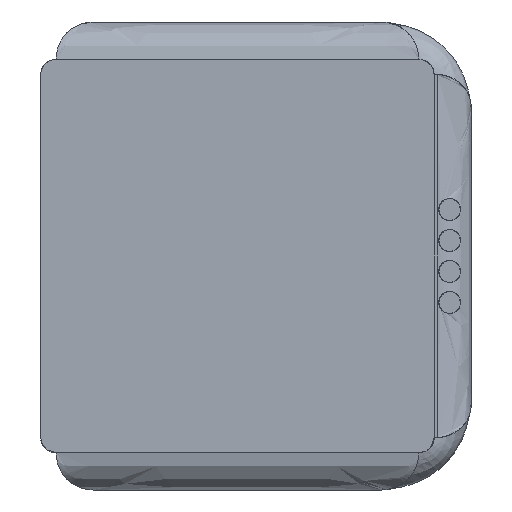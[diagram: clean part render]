
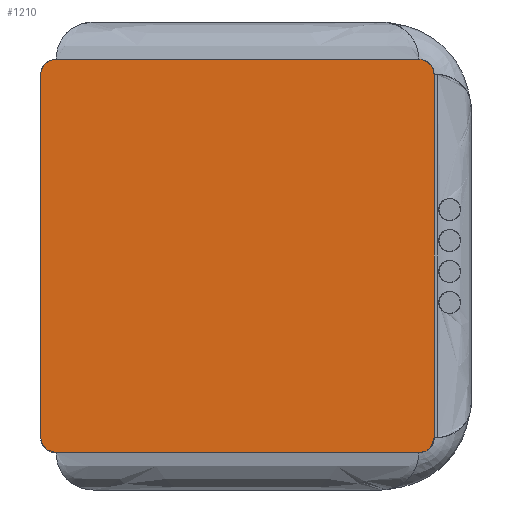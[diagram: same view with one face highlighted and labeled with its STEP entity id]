
A CAD part, left-side view. The second image highlights one B-rep face of the part: STEP entity #1210.
In plain terms, the highlighted free-form (B-spline) face has degree [1, 1] with [2, 2] control points.
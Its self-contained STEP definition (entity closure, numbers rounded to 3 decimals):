
#612 = VERTEX_POINT('',#613);
#613 = CARTESIAN_POINT('',(-48.067,-8.139,
    7.498));
#618 = EDGE_CURVE('',#612,#619,#621,.T.);
#619 = VERTEX_POINT('',#620);
#620 = CARTESIAN_POINT('',(-48.067,-8.139,
    -7.498));
#621 = B_SPLINE_CURVE_WITH_KNOTS('',1,(#622,#623),.UNSPECIFIED.,.F.,.F.,
  (2,2),(0.,11.7),.PIECEWISE_BEZIER_KNOTS.);
#622 = CARTESIAN_POINT('',(-48.067,-8.139,
    7.498));
#623 = CARTESIAN_POINT('',(-48.067,-8.139,
    -7.498));
#1128 = VERTEX_POINT('',#1129);
#1129 = CARTESIAN_POINT('',(-48.067,-7.498,
    8.139));
#1134 = EDGE_CURVE('',#1128,#612,#1135,.T.);
#1135 = ( BOUNDED_CURVE() B_SPLINE_CURVE(2,(#1136,#1137,#1138),
.UNSPECIFIED.,.F.,.F.) B_SPLINE_CURVE_WITH_KNOTS((3,3),(0.,
1.571),.PIECEWISE_BEZIER_KNOTS.) CURVE() 
GEOMETRIC_REPRESENTATION_ITEM() RATIONAL_B_SPLINE_CURVE((1.,
0.707,1.)) REPRESENTATION_ITEM('') );
#1136 = CARTESIAN_POINT('',(-48.067,-7.498,
    8.139));
#1137 = CARTESIAN_POINT('',(-48.067,-8.139,
    8.139));
#1138 = CARTESIAN_POINT('',(-48.067,-8.139,
    7.498));
#1210 = ADVANCED_FACE('',(#1211),#1258,.F.);
#1211 = FACE_BOUND('',#1212,.T.);
#1212 = EDGE_LOOP('',(#1213,#1222,#1228,#1229,#1230,#1237,#1245,#1252));
#1213 = ORIENTED_EDGE('',*,*,#1214,.F.);
#1214 = EDGE_CURVE('',#1215,#1217,#1219,.T.);
#1215 = VERTEX_POINT('',#1216);
#1216 = CARTESIAN_POINT('',(-48.067,-7.498,
    -8.139));
#1217 = VERTEX_POINT('',#1218);
#1218 = CARTESIAN_POINT('',(-48.067,7.498,
    -8.139));
#1219 = B_SPLINE_CURVE_WITH_KNOTS('',1,(#1220,#1221),.UNSPECIFIED.,.F.,
  .F.,(2,2),(0.,11.7),.PIECEWISE_BEZIER_KNOTS.);
#1220 = CARTESIAN_POINT('',(-48.067,-7.498,
    -8.139));
#1221 = CARTESIAN_POINT('',(-48.067,7.498,
    -8.139));
#1222 = ORIENTED_EDGE('',*,*,#1223,.F.);
#1223 = EDGE_CURVE('',#619,#1215,#1224,.T.);
#1224 = ( BOUNDED_CURVE() B_SPLINE_CURVE(2,(#1225,#1226,#1227),
.UNSPECIFIED.,.F.,.F.) B_SPLINE_CURVE_WITH_KNOTS((3,3),(0.,
1.571),.PIECEWISE_BEZIER_KNOTS.) CURVE() 
GEOMETRIC_REPRESENTATION_ITEM() RATIONAL_B_SPLINE_CURVE((1.,
0.707,1.)) REPRESENTATION_ITEM('') );
#1225 = CARTESIAN_POINT('',(-48.067,-8.139,
    -7.498));
#1226 = CARTESIAN_POINT('',(-48.067,-8.139,
    -8.139));
#1227 = CARTESIAN_POINT('',(-48.067,-7.498,
    -8.139));
#1228 = ORIENTED_EDGE('',*,*,#618,.F.);
#1229 = ORIENTED_EDGE('',*,*,#1134,.F.);
#1230 = ORIENTED_EDGE('',*,*,#1231,.F.);
#1231 = EDGE_CURVE('',#1232,#1128,#1234,.T.);
#1232 = VERTEX_POINT('',#1233);
#1233 = CARTESIAN_POINT('',(-48.067,7.498,
    8.139));
#1234 = B_SPLINE_CURVE_WITH_KNOTS('',1,(#1235,#1236),.UNSPECIFIED.,.F.,
  .F.,(2,2),(0.,11.7),.PIECEWISE_BEZIER_KNOTS.);
#1235 = CARTESIAN_POINT('',(-48.067,7.498,
    8.139));
#1236 = CARTESIAN_POINT('',(-48.067,-7.498,
    8.139));
#1237 = ORIENTED_EDGE('',*,*,#1238,.F.);
#1238 = EDGE_CURVE('',#1239,#1232,#1241,.T.);
#1239 = VERTEX_POINT('',#1240);
#1240 = CARTESIAN_POINT('',(-48.067,8.139,
    7.498));
#1241 = ( BOUNDED_CURVE() B_SPLINE_CURVE(2,(#1242,#1243,#1244),
.UNSPECIFIED.,.F.,.F.) B_SPLINE_CURVE_WITH_KNOTS((3,3),(0.,
1.571),.PIECEWISE_BEZIER_KNOTS.) CURVE() 
GEOMETRIC_REPRESENTATION_ITEM() RATIONAL_B_SPLINE_CURVE((1.,
0.707,1.)) REPRESENTATION_ITEM('') );
#1242 = CARTESIAN_POINT('',(-48.067,8.139,
    7.498));
#1243 = CARTESIAN_POINT('',(-48.067,8.139,
    8.139));
#1244 = CARTESIAN_POINT('',(-48.067,7.498,
    8.139));
#1245 = ORIENTED_EDGE('',*,*,#1246,.F.);
#1246 = EDGE_CURVE('',#1247,#1239,#1249,.T.);
#1247 = VERTEX_POINT('',#1248);
#1248 = CARTESIAN_POINT('',(-48.067,8.139,
    -7.498));
#1249 = B_SPLINE_CURVE_WITH_KNOTS('',1,(#1250,#1251),.UNSPECIFIED.,.F.,
  .F.,(2,2),(0.,11.7),.PIECEWISE_BEZIER_KNOTS.);
#1250 = CARTESIAN_POINT('',(-48.067,8.139,
    -7.498));
#1251 = CARTESIAN_POINT('',(-48.067,8.139,
    7.498));
#1252 = ORIENTED_EDGE('',*,*,#1253,.F.);
#1253 = EDGE_CURVE('',#1217,#1247,#1254,.T.);
#1254 = ( BOUNDED_CURVE() B_SPLINE_CURVE(2,(#1255,#1256,#1257),
.UNSPECIFIED.,.F.,.F.) B_SPLINE_CURVE_WITH_KNOTS((3,3),(0.,
1.571),.PIECEWISE_BEZIER_KNOTS.) CURVE() 
GEOMETRIC_REPRESENTATION_ITEM() RATIONAL_B_SPLINE_CURVE((1.,
0.707,1.)) REPRESENTATION_ITEM('') );
#1255 = CARTESIAN_POINT('',(-48.067,7.498,
    -8.139));
#1256 = CARTESIAN_POINT('',(-48.067,8.139,
    -8.139));
#1257 = CARTESIAN_POINT('',(-48.067,8.139,
    -7.498));
#1258 = B_SPLINE_SURFACE_WITH_KNOTS('',1,1,(
    (#1259,#1260)
    ,(#1261,#1262
    )),.UNSPECIFIED.,.F.,.F.,.F.,(2,2),(2,2),(-6.35,6.35),(-6.35,6.35),
  .PIECEWISE_BEZIER_KNOTS.);
#1259 = CARTESIAN_POINT('',(-48.067,-8.139,
    -8.139));
#1260 = CARTESIAN_POINT('',(-48.067,-8.139,
    8.139));
#1261 = CARTESIAN_POINT('',(-48.067,8.139,
    -8.139));
#1262 = CARTESIAN_POINT('',(-48.067,8.139,
    8.139));
